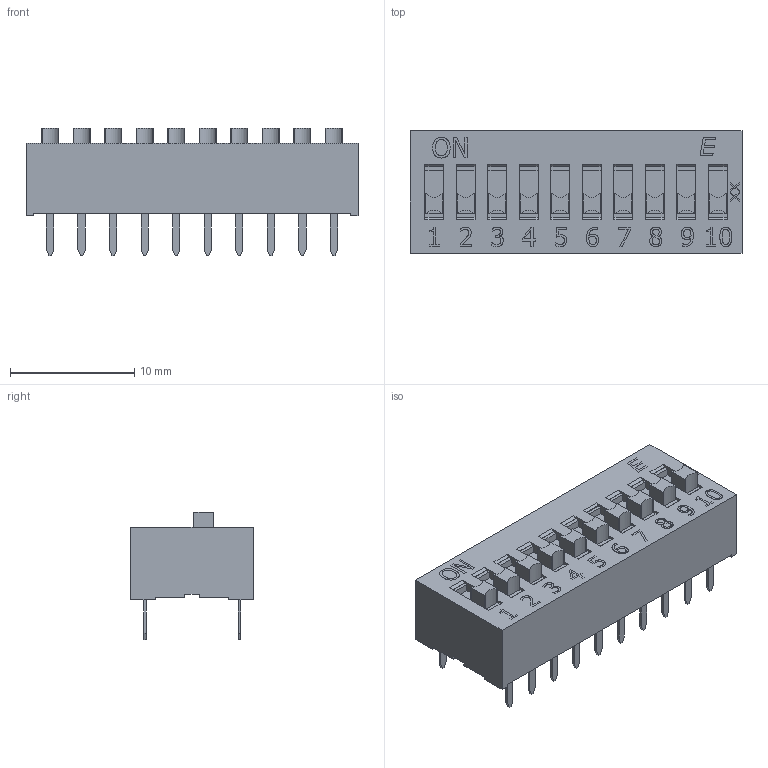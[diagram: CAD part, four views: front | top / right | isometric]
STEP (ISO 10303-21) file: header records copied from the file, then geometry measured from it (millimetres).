
FILE_DESCRIPTION(/* description */ (''),/* implementation_level */ '2;1');
FILE_NAME(/* name */ 'KAS1110E.stp',/* time_stamp */ '2021-07-01T17:05:51-05:00',/* author */ ('mwilliams'),/* organization */ (''),/* preprocessor_version */ 'ST-DEVELOPER v18',/* originating_system */ 'Autodesk Inventor 2020',/* authorisation */ '');
FILE_SCHEMA (('AUTOMOTIVE_DESIGN { 1 0 10303 214 3 1 1 }'));
Length unit declared in the file: inch
Products named in the file (1): N211100_Shrinkwrap_1
Bounding box: 26.76 x 9.9 x 10.25 mm (x, y, z)
Volume: 1430.4 mm3; surface area: 1366.2 mm2
Topology: 21 solids, 21 shells, 838 faces, 2199 edges, 1466 vertices
Faces by surface type: plane 667, bspline 131, cylinder 40
Entity records: 26491 total; most frequent: CARTESIAN_POINT 6566, ORIENTED_EDGE 4398, DIRECTION 3433, EDGE_CURVE 2199, LINE 1857, VECTOR 1857, VERTEX_POINT 1466, EDGE_LOOP 901
